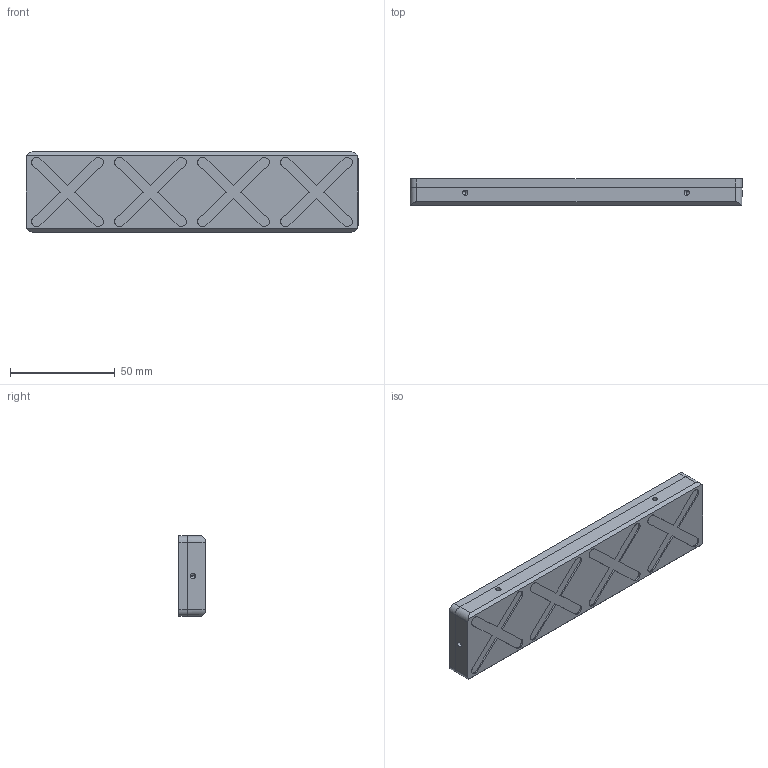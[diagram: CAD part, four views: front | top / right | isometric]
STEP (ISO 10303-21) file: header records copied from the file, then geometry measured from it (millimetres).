
FILE_DESCRIPTION (( 'STEP AP214' ), '1' );
FILE_NAME ('S17038412.5.STEP', '2024-01-25T17:14:19', ( '' ), ( '' ), 'SwSTEP 2.0', 'SolidWorks 2023', '' );
FILE_SCHEMA (( 'AUTOMOTIVE_DESIGN' ));
Length unit declared in the file: millimetre
Products named in the file (4): 17S038412.5-TEMPLATE; S17038412.5; S90A002; 62S038412.5-TEMPLATE
Assembly tree (2 placements, depth 2):
  S17038412.5
    17S038412.5-TEMPLATE
    62S038412.5-TEMPLATE
  S90A002
Bounding box: 158.1 x 12.5 x 38.1 mm (x, y, z)
Volume: 73399.4 mm3; surface area: 29491.5 mm2
Topology: 2 solids, 2 shells, 106 faces, 282 edges, 178 vertices
Faces by surface type: plane 50, cylinder 44, cone 12
Entity records: 3313 total; most frequent: DIRECTION 576, CARTESIAN_POINT 571, ORIENTED_EDGE 540, EDGE_CURVE 270, AXIS2_PLACEMENT_3D 199, LINE 178, VECTOR 178, VERTEX_POINT 178
